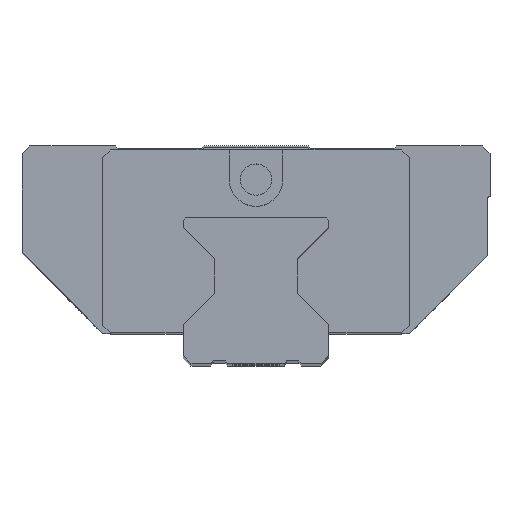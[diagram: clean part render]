
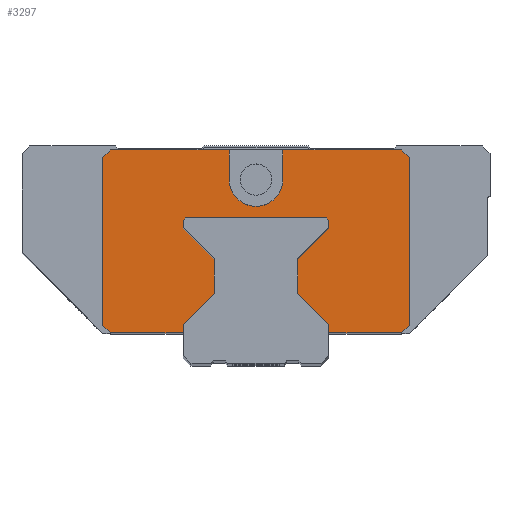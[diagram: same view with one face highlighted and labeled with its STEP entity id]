
A CAD part, top view. The second image highlights one B-rep face of the part: STEP entity #3297.
In plain terms, the highlighted planar face has unit normal (0, 0, 1).
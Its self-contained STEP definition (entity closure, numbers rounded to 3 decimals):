
#973=CARTESIAN_POINT('',(0.,35.5,65.9));
#974=DIRECTION('',(0.,0.,1.));
#975=DIRECTION('',(-1.,0.,0.));
#976=AXIS2_PLACEMENT_3D('',#973,#974,#975);
#978=DIRECTION('',(0.,1.,0.));
#979=VECTOR('',#978,5.7);
#980=CARTESIAN_POINT('',(5.15,35.5,65.9));
#981=LINE('',#980,#979);
#982=DIRECTION('',(1.,0.,0.));
#983=VECTOR('',#982,22.85);
#984=CARTESIAN_POINT('',(5.15,41.2,65.9));
#985=LINE('',#984,#983);
#986=DIRECTION('',(0.707,-0.707,0.));
#987=VECTOR('',#986,2.121);
#988=CARTESIAN_POINT('',(28.,41.2,65.9));
#989=LINE('',#988,#987);
#990=DIRECTION('',(0.,-1.,0.));
#991=VECTOR('',#990,32.2);
#992=CARTESIAN_POINT('',(29.5,39.7,65.9));
#993=LINE('',#992,#991);
#994=DIRECTION('',(-0.707,-0.707,0.));
#995=VECTOR('',#994,2.121);
#996=CARTESIAN_POINT('',(29.5,7.5,65.9));
#997=LINE('',#996,#995);
#998=DIRECTION('',(-1.,0.,0.));
#999=VECTOR('',#998,14.);
#1000=CARTESIAN_POINT('',(28.,6.,65.9));
#1001=LINE('',#1000,#999);
#1002=DIRECTION('',(0.,1.,0.));
#1003=VECTOR('',#1002,1.5);
#1004=CARTESIAN_POINT('',(14.,6.,65.9));
#1005=LINE('',#1004,#1003);
#1006=DIRECTION('',(-0.707,0.707,0.));
#1007=VECTOR('',#1006,8.485);
#1008=CARTESIAN_POINT('',(14.,7.5,65.9));
#1009=LINE('',#1008,#1007);
#1010=DIRECTION('',(0.,1.,0.));
#1011=VECTOR('',#1010,6.6);
#1012=CARTESIAN_POINT('',(8.,13.5,65.9));
#1013=LINE('',#1012,#1011);
#1014=DIRECTION('',(0.707,0.707,0.));
#1015=VECTOR('',#1014,8.485);
#1016=CARTESIAN_POINT('',(8.,20.1,65.9));
#1017=LINE('',#1016,#1015);
#1018=DIRECTION('',(0.,1.,0.));
#1019=VECTOR('',#1018,1.4);
#1020=CARTESIAN_POINT('',(14.,26.1,65.9));
#1021=LINE('',#1020,#1019);
#1022=DIRECTION('',(-0.707,0.707,0.));
#1023=VECTOR('',#1022,0.707);
#1024=CARTESIAN_POINT('',(14.,27.5,65.9));
#1025=LINE('',#1024,#1023);
#1026=DIRECTION('',(-1.,0.,0.));
#1027=VECTOR('',#1026,27.);
#1028=CARTESIAN_POINT('',(13.5,28.,65.9));
#1029=LINE('',#1028,#1027);
#1030=DIRECTION('',(-0.707,-0.707,0.));
#1031=VECTOR('',#1030,0.707);
#1032=CARTESIAN_POINT('',(-13.5,28.,65.9));
#1033=LINE('',#1032,#1031);
#1034=DIRECTION('',(0.,-1.,0.));
#1035=VECTOR('',#1034,1.4);
#1036=CARTESIAN_POINT('',(-14.,27.5,65.9));
#1037=LINE('',#1036,#1035);
#1038=DIRECTION('',(0.707,-0.707,0.));
#1039=VECTOR('',#1038,8.485);
#1040=CARTESIAN_POINT('',(-14.,26.1,65.9));
#1041=LINE('',#1040,#1039);
#1042=DIRECTION('',(0.,-1.,0.));
#1043=VECTOR('',#1042,6.6);
#1044=CARTESIAN_POINT('',(-8.,20.1,65.9));
#1045=LINE('',#1044,#1043);
#1046=DIRECTION('',(-0.707,-0.707,0.));
#1047=VECTOR('',#1046,8.485);
#1048=CARTESIAN_POINT('',(-8.,13.5,65.9));
#1049=LINE('',#1048,#1047);
#1050=DIRECTION('',(0.,-1.,0.));
#1051=VECTOR('',#1050,1.5);
#1052=CARTESIAN_POINT('',(-14.,7.5,65.9));
#1053=LINE('',#1052,#1051);
#1054=DIRECTION('',(-1.,0.,0.));
#1055=VECTOR('',#1054,14.);
#1056=CARTESIAN_POINT('',(-14.,6.,65.9));
#1057=LINE('',#1056,#1055);
#1058=DIRECTION('',(-0.707,0.707,0.));
#1059=VECTOR('',#1058,2.121);
#1060=CARTESIAN_POINT('',(-28.,6.,65.9));
#1061=LINE('',#1060,#1059);
#1062=DIRECTION('',(0.,1.,0.));
#1063=VECTOR('',#1062,32.2);
#1064=CARTESIAN_POINT('',(-29.5,7.5,65.9));
#1065=LINE('',#1064,#1063);
#1066=DIRECTION('',(0.707,0.707,0.));
#1067=VECTOR('',#1066,2.121);
#1068=CARTESIAN_POINT('',(-29.5,39.7,65.9));
#1069=LINE('',#1068,#1067);
#1070=DIRECTION('',(1.,0.,0.));
#1071=VECTOR('',#1070,22.85);
#1072=CARTESIAN_POINT('',(-28.,41.2,65.9));
#1073=LINE('',#1072,#1071);
#1074=DIRECTION('',(0.,1.,0.));
#1075=VECTOR('',#1074,5.7);
#1076=CARTESIAN_POINT('',(-5.15,35.5,65.9));
#1077=LINE('',#1076,#1075);
#1559=CARTESIAN_POINT('',(-28.,6.,65.9));
#1560=VERTEX_POINT('',#1559);
#1561=CARTESIAN_POINT('',(-14.,6.,65.9));
#1562=VERTEX_POINT('',#1561);
#1684=CARTESIAN_POINT('',(14.,6.,65.9));
#1685=VERTEX_POINT('',#1684);
#1686=CARTESIAN_POINT('',(28.,6.,65.9));
#1687=VERTEX_POINT('',#1686);
#1736=CARTESIAN_POINT('',(29.5,7.5,65.9));
#1737=VERTEX_POINT('',#1736);
#1738=CARTESIAN_POINT('',(29.5,39.7,65.9));
#1739=VERTEX_POINT('',#1738);
#1744=CARTESIAN_POINT('',(-5.15,35.5,65.9));
#1745=CARTESIAN_POINT('',(-5.15,41.2,65.9));
#1746=VERTEX_POINT('',#1744);
#1747=VERTEX_POINT('',#1745);
#1748=CARTESIAN_POINT('',(5.15,35.5,65.9));
#1749=VERTEX_POINT('',#1748);
#1750=CARTESIAN_POINT('',(5.15,41.2,65.9));
#1751=VERTEX_POINT('',#1750);
#1752=CARTESIAN_POINT('',(28.,41.2,65.9));
#1753=VERTEX_POINT('',#1752);
#1754=CARTESIAN_POINT('',(14.,7.5,65.9));
#1755=VERTEX_POINT('',#1754);
#1756=CARTESIAN_POINT('',(8.,13.5,65.9));
#1757=VERTEX_POINT('',#1756);
#1758=CARTESIAN_POINT('',(8.,20.1,65.9));
#1759=VERTEX_POINT('',#1758);
#1760=CARTESIAN_POINT('',(14.,26.1,65.9));
#1761=VERTEX_POINT('',#1760);
#1762=CARTESIAN_POINT('',(14.,27.5,65.9));
#1763=VERTEX_POINT('',#1762);
#1764=CARTESIAN_POINT('',(13.5,28.,65.9));
#1765=VERTEX_POINT('',#1764);
#1766=CARTESIAN_POINT('',(-13.5,28.,65.9));
#1767=VERTEX_POINT('',#1766);
#1768=CARTESIAN_POINT('',(-14.,27.5,65.9));
#1769=VERTEX_POINT('',#1768);
#1770=CARTESIAN_POINT('',(-14.,26.1,65.9));
#1771=VERTEX_POINT('',#1770);
#1772=CARTESIAN_POINT('',(-8.,20.1,65.9));
#1773=VERTEX_POINT('',#1772);
#1774=CARTESIAN_POINT('',(-8.,13.5,65.9));
#1775=VERTEX_POINT('',#1774);
#1776=CARTESIAN_POINT('',(-14.,7.5,65.9));
#1777=VERTEX_POINT('',#1776);
#1778=CARTESIAN_POINT('',(-29.5,7.5,65.9));
#1779=VERTEX_POINT('',#1778);
#1780=CARTESIAN_POINT('',(-29.5,39.7,65.9));
#1781=VERTEX_POINT('',#1780);
#1782=CARTESIAN_POINT('',(-28.,41.2,65.9));
#1783=VERTEX_POINT('',#1782);
#3251=CARTESIAN_POINT('',(0.,0.,65.9));
#3252=DIRECTION('',(0.,0.,1.));
#3253=DIRECTION('',(1.,0.,0.));
#3254=AXIS2_PLACEMENT_3D('',#3251,#3252,#3253);
#3255=PLANE('',#3254);
#3257=ORIENTED_EDGE('',*,*,#3256,.F.);
#3259=ORIENTED_EDGE('',*,*,#3258,.T.);
#3261=ORIENTED_EDGE('',*,*,#3260,.T.);
#3263=ORIENTED_EDGE('',*,*,#3262,.T.);
#3265=ORIENTED_EDGE('',*,*,#3264,.T.);
#3266=ORIENTED_EDGE('',*,*,#2318,.T.);
#3267=ORIENTED_EDGE('',*,*,#2604,.T.);
#3268=ORIENTED_EDGE('',*,*,#2632,.T.);
#3270=ORIENTED_EDGE('',*,*,#3269,.T.);
#3272=ORIENTED_EDGE('',*,*,#3271,.T.);
#3274=ORIENTED_EDGE('',*,*,#3273,.T.);
#3276=ORIENTED_EDGE('',*,*,#3275,.T.);
#3278=ORIENTED_EDGE('',*,*,#3277,.T.);
#3280=ORIENTED_EDGE('',*,*,#3279,.T.);
#3281=ORIENTED_EDGE('',*,*,#3149,.T.);
#3282=ORIENTED_EDGE('',*,*,#3175,.T.);
#3283=ORIENTED_EDGE('',*,*,#3189,.T.);
#3284=ORIENTED_EDGE('',*,*,#3203,.T.);
#3285=ORIENTED_EDGE('',*,*,#3217,.T.);
#3286=ORIENTED_EDGE('',*,*,#3231,.T.);
#3287=ORIENTED_EDGE('',*,*,#3244,.T.);
#3288=ORIENTED_EDGE('',*,*,#2037,.T.);
#3290=ORIENTED_EDGE('',*,*,#3289,.T.);
#3291=ORIENTED_EDGE('',*,*,#2484,.T.);
#3292=ORIENTED_EDGE('',*,*,#2527,.T.);
#3294=ORIENTED_EDGE('',*,*,#3293,.T.);
#3295=EDGE_LOOP('',(#3257,#3259,#3261,#3263,#3265,#3266,#3267,#3268,#3270,#3272,
#3274,#3276,#3278,#3280,#3281,#3282,#3283,#3284,#3285,#3286,#3287,#3288,#3290,
#3291,#3292,#3294));
#3296=FACE_OUTER_BOUND('',#3295,.F.);
#3297=ADVANCED_FACE('',(#3296),#3255,.T.);
#977=CIRCLE('',#976,5.15);
#2037=EDGE_CURVE('',#1562,#1560,#1057,.T.);
#2318=EDGE_CURVE('',#1739,#1737,#993,.T.);
#2484=EDGE_CURVE('',#1779,#1781,#1065,.T.);
#2527=EDGE_CURVE('',#1781,#1783,#1069,.T.);
#2604=EDGE_CURVE('',#1737,#1687,#997,.T.);
#2632=EDGE_CURVE('',#1687,#1685,#1001,.T.);
#3149=EDGE_CURVE('',#1765,#1767,#1029,.T.);
#3175=EDGE_CURVE('',#1767,#1769,#1033,.T.);
#3189=EDGE_CURVE('',#1769,#1771,#1037,.T.);
#3203=EDGE_CURVE('',#1771,#1773,#1041,.T.);
#3217=EDGE_CURVE('',#1773,#1775,#1045,.T.);
#3231=EDGE_CURVE('',#1775,#1777,#1049,.T.);
#3244=EDGE_CURVE('',#1777,#1562,#1053,.T.);
#3256=EDGE_CURVE('',#1746,#1747,#1077,.T.);
#3258=EDGE_CURVE('',#1746,#1749,#977,.T.);
#3260=EDGE_CURVE('',#1749,#1751,#981,.T.);
#3262=EDGE_CURVE('',#1751,#1753,#985,.T.);
#3264=EDGE_CURVE('',#1753,#1739,#989,.T.);
#3269=EDGE_CURVE('',#1685,#1755,#1005,.T.);
#3271=EDGE_CURVE('',#1755,#1757,#1009,.T.);
#3273=EDGE_CURVE('',#1757,#1759,#1013,.T.);
#3275=EDGE_CURVE('',#1759,#1761,#1017,.T.);
#3277=EDGE_CURVE('',#1761,#1763,#1021,.T.);
#3279=EDGE_CURVE('',#1763,#1765,#1025,.T.);
#3289=EDGE_CURVE('',#1560,#1779,#1061,.T.);
#3293=EDGE_CURVE('',#1783,#1747,#1073,.T.);
